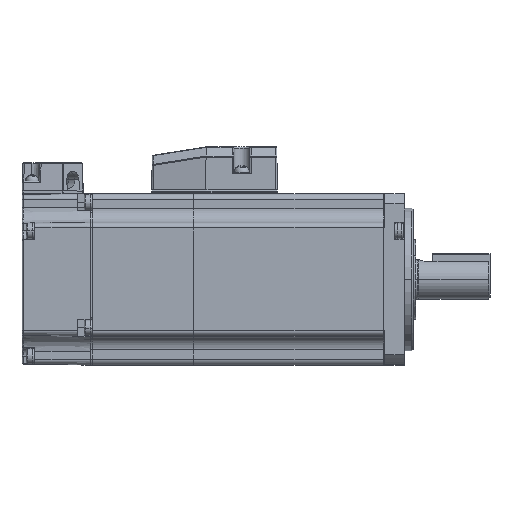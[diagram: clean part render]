
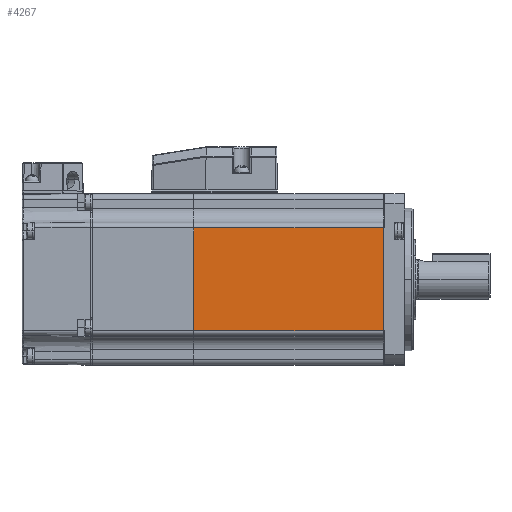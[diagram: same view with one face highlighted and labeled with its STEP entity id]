
A CAD part, top view. The second image highlights one B-rep face of the part: STEP entity #4267.
In plain terms, the highlighted planar face has unit normal (0, 0, 1).
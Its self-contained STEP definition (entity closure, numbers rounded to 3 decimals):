
#171 = ORIENTED_EDGE ( 'NONE', *, *, #4775, .T. ) ;
#1152 = ORIENTED_EDGE ( 'NONE', *, *, #12442, .F. ) ;
#1285 = DIRECTION ( 'NONE',  ( 0., -1., 0. ) ) ;
#1524 = VECTOR ( 'NONE', #8531, 1000. ) ;
#2657 = CARTESIAN_POINT ( 'NONE',  ( -51.407, -38.489, 101.4 ) ) ;
#3162 = CARTESIAN_POINT ( 'NONE',  ( -51.407, -2.489, 101.4 ) ) ;
#3354 = LINE ( 'NONE', #20365, #13576 ) ;
#3361 = CARTESIAN_POINT ( 'NONE',  ( 14.993, -2.489, 101.4 ) ) ;
#3759 = CARTESIAN_POINT ( 'NONE',  ( 14.993, -38.489, 101.4 ) ) ;
#4042 = FACE_OUTER_BOUND ( 'NONE', #9790, .T. ) ;
#4267 = ADVANCED_FACE ( 'NONE', ( #4042 ), #18368, .F. ) ;
#4775 = EDGE_CURVE ( 'NONE', #16794, #20770, #3354, .T. ) ;
#7445 = CARTESIAN_POINT ( 'NONE',  ( 14.993, -38.489, 101.4 ) ) ;
#7884 = LINE ( 'NONE', #13536, #18752 ) ;
#7997 = VERTEX_POINT ( 'NONE', #3361 ) ;
#8453 = AXIS2_PLACEMENT_3D ( 'NONE', #22614, #16683, #16607 ) ;
#8531 = DIRECTION ( 'NONE',  ( -1., 0., 0. ) ) ;
#9790 = EDGE_LOOP ( 'NONE', ( #171, #18407, #1152, #18741 ) ) ;
#10477 = CARTESIAN_POINT ( 'NONE',  ( 14.993, -2.489, 101.4 ) ) ;
#11953 = VECTOR ( 'NONE', #20042, 1000. ) ;
#12442 = EDGE_CURVE ( 'NONE', #7997, #24011, #7884, .T. ) ;
#13037 = LINE ( 'NONE', #10477, #1524 ) ;
#13536 = CARTESIAN_POINT ( 'NONE',  ( 14.993, -2.489, 101.4 ) ) ;
#13576 = VECTOR ( 'NONE', #20336, 1000. ) ;
#16607 = DIRECTION ( 'NONE',  ( -1., 0., 0. ) ) ;
#16683 = DIRECTION ( 'NONE',  ( 0., 0., -1. ) ) ;
#16794 = VERTEX_POINT ( 'NONE', #3162 ) ;
#17392 = LINE ( 'NONE', #3759, #11953 ) ;
#18368 = PLANE ( 'NONE',  #8453 ) ;
#18407 = ORIENTED_EDGE ( 'NONE', *, *, #18866, .F. ) ;
#18741 = ORIENTED_EDGE ( 'NONE', *, *, #26471, .T. ) ;
#18752 = VECTOR ( 'NONE', #1285, 1000. ) ;
#18866 = EDGE_CURVE ( 'NONE', #24011, #20770, #17392, .T. ) ;
#20042 = DIRECTION ( 'NONE',  ( -1., 0., 0. ) ) ;
#20336 = DIRECTION ( 'NONE',  ( 0., -1., 0. ) ) ;
#20365 = CARTESIAN_POINT ( 'NONE',  ( -51.407, -2.489, 101.4 ) ) ;
#20770 = VERTEX_POINT ( 'NONE', #2657 ) ;
#22614 = CARTESIAN_POINT ( 'NONE',  ( 14.993, -2.489, 101.4 ) ) ;
#24011 = VERTEX_POINT ( 'NONE', #7445 ) ;
#26471 = EDGE_CURVE ( 'NONE', #7997, #16794, #13037, .T. ) ;
